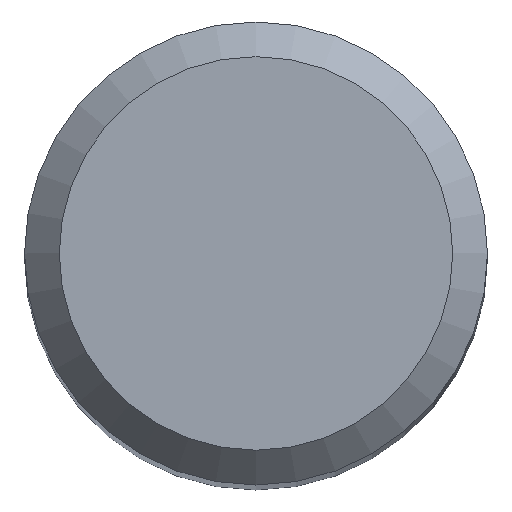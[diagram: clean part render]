
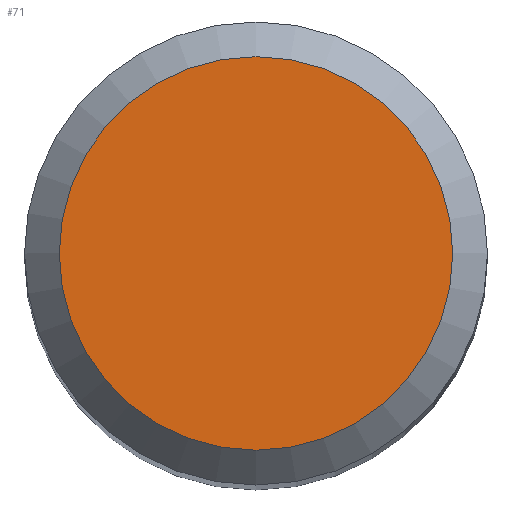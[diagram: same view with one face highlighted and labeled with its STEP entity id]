
A CAD part, top view. The second image highlights one B-rep face of the part: STEP entity #71.
In plain terms, the highlighted planar face has unit normal (0, 0, 1).
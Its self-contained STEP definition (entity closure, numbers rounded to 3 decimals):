
#71=ADVANCED_FACE('',(#86),#82,.F.);
#82=PLANE('',#189);
#86=FACE_OUTER_BOUND('',#90,.T.);
#90=EDGE_LOOP('',(#108));
#108=ORIENTED_EDGE('',*,*,#135,.T.);
#126=VERTEX_POINT('',#278);
#135=EDGE_CURVE('',#126,#126,#144,.T.);
#144=CIRCLE('',#188,1.7);
#188=AXIS2_PLACEMENT_3D('',#277,#216,#217);
#189=AXIS2_PLACEMENT_3D('',#279,#218,#219);
#216=DIRECTION('',(0.,0.,1.));
#217=DIRECTION('',(1.,0.,0.));
#218=DIRECTION('',(0.,0.,-1.));
#219=DIRECTION('',(-1.,0.,0.));
#277=CARTESIAN_POINT('',(0.,0.,0.));
#278=CARTESIAN_POINT('',(1.7,0.,0.));
#279=CARTESIAN_POINT('',(1.7,0.,0.));
